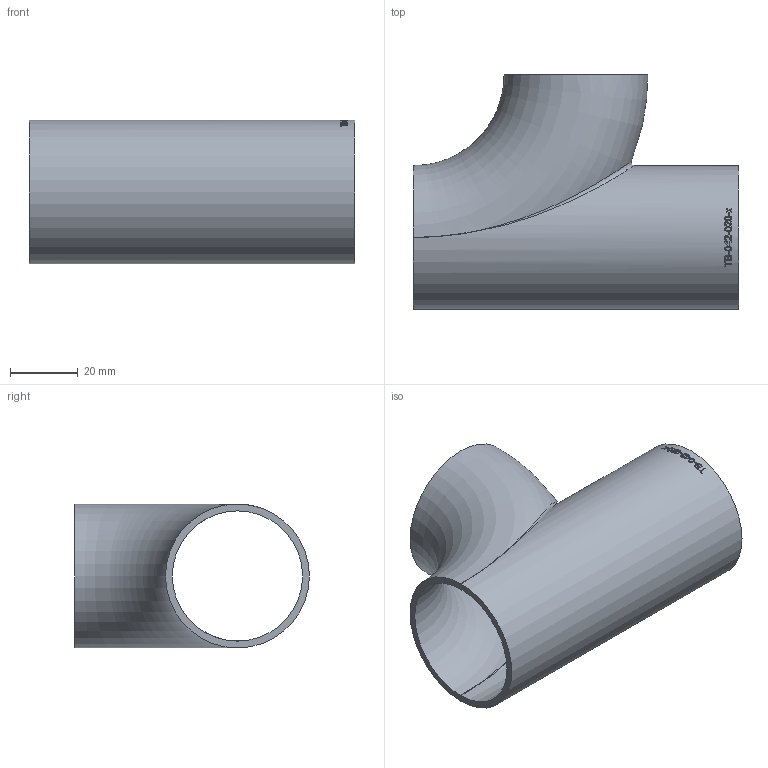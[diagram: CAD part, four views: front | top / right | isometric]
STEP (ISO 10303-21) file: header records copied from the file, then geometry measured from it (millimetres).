
FILE_DESCRIPTION (( 'STEP AP214' ), '1' );
FILE_NAME ('TB-042-020-x T-Bogen 2005.STEP', '2020-05-18T08:46:59', ( '' ), ( '' ), 'SwSTEP 2.0', 'SolidWorks 2019', '' );
FILE_SCHEMA (( 'AUTOMOTIVE_DESIGN' ));
Length unit declared in the file: millimetre
Products named in the file (1): TB-042-020-x T-Bogen 2005
Bounding box: 96 x 69.2 x 42.4 mm (x, y, z)
Volume: 30138.5 mm3; surface area: 30929.6 mm2
Topology: 1 solids, 1 shells, 153 faces, 404 edges, 265 vertices
Faces by surface type: bspline 75, plane 54, cylinder 22, torus 2
Full cylindrical faces by diameter (mm): 38.4 x1, 42.4 x1
Entity records: 15723 total; most frequent: CARTESIAN_POINT 11135, ORIENTED_EDGE 768, EDGE_CURVE 384, DIRECTION 372, VERTEX_POINT 256, B_SPLINE_CURVE_WITH_KNOTS 234, EDGE_LOOP 176, FACE_OUTER_BOUND 155
